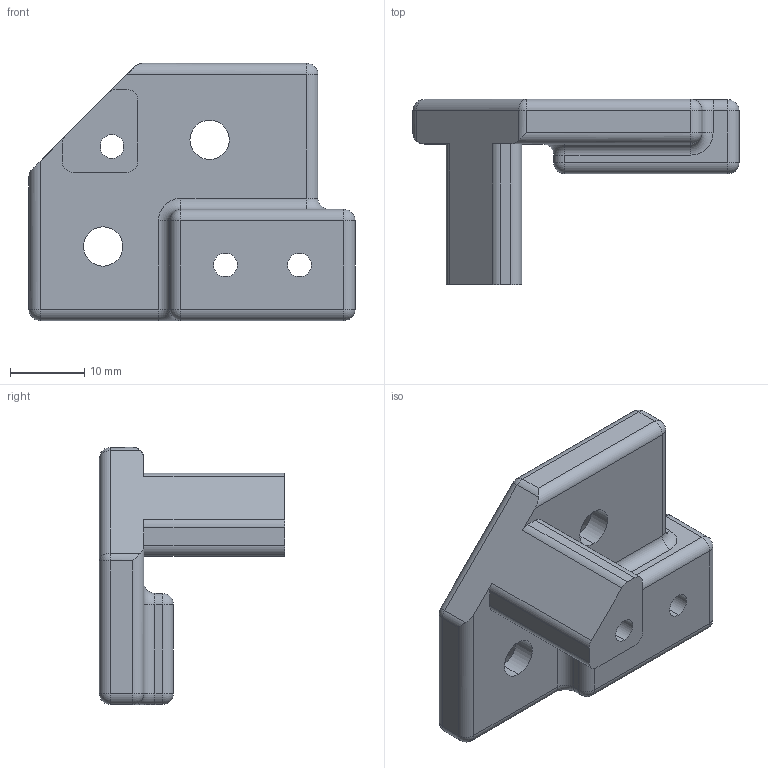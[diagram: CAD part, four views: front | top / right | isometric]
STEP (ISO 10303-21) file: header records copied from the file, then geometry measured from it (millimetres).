
FILE_DESCRIPTION (( 'STEP AP214' ), '1' );
FILE_NAME ('idlerBTop.STEP', '2025-04-02T18:39:39', ( '' ), ( '' ), 'SwSTEP 2.0', 'SolidWorks 2024', '' );
FILE_SCHEMA (( 'AUTOMOTIVE_DESIGN' ));
Length unit declared in the file: millimetre
Products named in the file (1): idlerBTop
Bounding box: 44 x 25 x 34.7 mm (x, y, z)
Volume: 10144.8 mm3; surface area: 4773.7 mm2
Topology: 1 solids, 1 shells, 79 faces, 193 edges, 104 vertices
Faces by surface type: cylinder 41, plane 16, sphere 12, cone 6, torus 4
Entity records: 2246 total; most frequent: DIRECTION 425, CARTESIAN_POINT 377, ORIENTED_EDGE 362, EDGE_CURVE 181, AXIS2_PLACEMENT_3D 168, VERTEX_POINT 104, EDGE_LOOP 89, VECTOR 89
